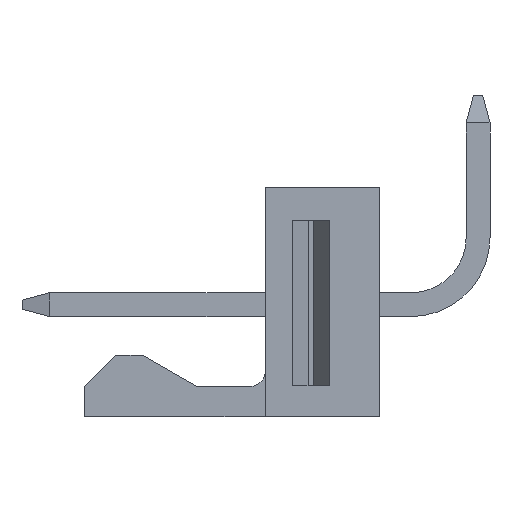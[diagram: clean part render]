
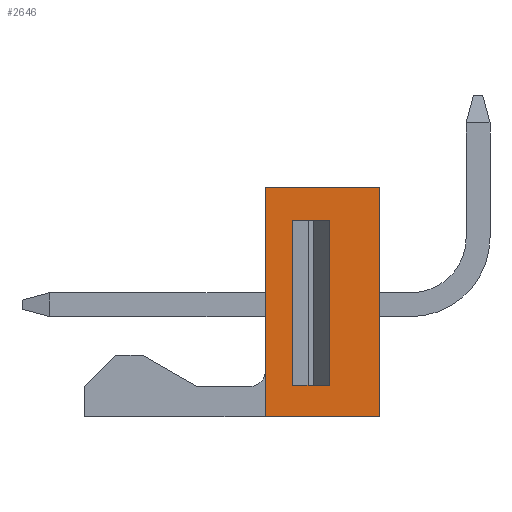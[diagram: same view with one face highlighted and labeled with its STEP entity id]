
A CAD part, left-side view. The second image highlights one B-rep face of the part: STEP entity #2646.
In plain terms, the highlighted planar face has unit normal (-1, 0, 0).
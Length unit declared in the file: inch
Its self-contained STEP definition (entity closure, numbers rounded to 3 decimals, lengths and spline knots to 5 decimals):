
#1=DIRECTION('',(0.,-1.,0.));
#2=VECTOR('',#1,0.125);
#3=CARTESIAN_POINT('',(-0.297,0.0625,0.125));
#4=LINE('',#3,#2);
#5=DIRECTION('',(0.,0.,-1.));
#6=VECTOR('',#5,0.25);
#7=CARTESIAN_POINT('',(-0.297,-0.0625,0.125));
#8=LINE('',#7,#6);
#9=DIRECTION('',(0.,1.,0.));
#10=VECTOR('',#9,0.125);
#11=CARTESIAN_POINT('',(-0.297,-0.0625,-0.125));
#12=LINE('',#11,#10);
#13=DIRECTION('',(0.,0.,1.));
#14=VECTOR('',#13,0.25);
#15=CARTESIAN_POINT('',(-0.297,0.0625,-0.125));
#16=LINE('',#15,#14);
#17=DIRECTION('',(0.,0.,1.));
#18=VECTOR('',#17,0.18);
#19=CARTESIAN_POINT('',(-0.297,0.0325,-0.091));
#20=LINE('',#19,#18);
#21=DIRECTION('',(0.,1.,0.));
#22=VECTOR('',#21,0.04);
#23=CARTESIAN_POINT('',(-0.297,-0.0075,-0.091));
#24=LINE('',#23,#22);
#25=DIRECTION('',(0.,0.,-1.));
#26=VECTOR('',#25,0.18);
#27=CARTESIAN_POINT('',(-0.297,-0.0075,0.089));
#28=LINE('',#27,#26);
#29=DIRECTION('',(0.,-1.,0.));
#30=VECTOR('',#29,0.04);
#31=CARTESIAN_POINT('',(-0.297,0.0325,0.089));
#32=LINE('',#31,#30);
#1997=CARTESIAN_POINT('',(-0.297,0.0625,0.125));
#1998=CARTESIAN_POINT('',(-0.297,-0.0625,0.125));
#1999=VERTEX_POINT('',#1997);
#2000=VERTEX_POINT('',#1998);
#2001=CARTESIAN_POINT('',(-0.297,-0.0625,-0.125));
#2002=VERTEX_POINT('',#2001);
#2003=CARTESIAN_POINT('',(-0.297,0.0625,-0.125));
#2004=VERTEX_POINT('',#2003);
#2165=CARTESIAN_POINT('',(-0.297,0.0325,0.089));
#2167=VERTEX_POINT('',#2165);
#2171=CARTESIAN_POINT('',(-0.297,0.0325,-0.091));
#2172=VERTEX_POINT('',#2171);
#2173=CARTESIAN_POINT('',(-0.297,-0.0075,-0.091));
#2175=VERTEX_POINT('',#2173);
#2179=CARTESIAN_POINT('',(-0.297,-0.0075,0.089));
#2180=VERTEX_POINT('',#2179);
#2621=CARTESIAN_POINT('',(-0.297,0.,0.));
#2622=DIRECTION('',(1.,0.,0.));
#2623=DIRECTION('',(0.,0.,-1.));
#2624=AXIS2_PLACEMENT_3D('',#2621,#2622,#2623);
#2625=PLANE('',#2624);
#2627=ORIENTED_EDGE('',*,*,#2626,.T.);
#2629=ORIENTED_EDGE('',*,*,#2628,.T.);
#2631=ORIENTED_EDGE('',*,*,#2630,.T.);
#2633=ORIENTED_EDGE('',*,*,#2632,.T.);
#2634=EDGE_LOOP('',(#2627,#2629,#2631,#2633));
#2635=FACE_OUTER_BOUND('',#2634,.F.);
#2637=ORIENTED_EDGE('',*,*,#2636,.F.);
#2639=ORIENTED_EDGE('',*,*,#2638,.F.);
#2641=ORIENTED_EDGE('',*,*,#2640,.F.);
#2643=ORIENTED_EDGE('',*,*,#2642,.F.);
#2644=EDGE_LOOP('',(#2637,#2639,#2641,#2643));
#2645=FACE_BOUND('',#2644,.F.);
#2646=ADVANCED_FACE('',(#2635,#2645),#2625,.F.);
#2626=EDGE_CURVE('',#1999,#2000,#4,.T.);
#2628=EDGE_CURVE('',#2000,#2002,#8,.T.);
#2630=EDGE_CURVE('',#2002,#2004,#12,.T.);
#2632=EDGE_CURVE('',#2004,#1999,#16,.T.);
#2636=EDGE_CURVE('',#2172,#2167,#20,.T.);
#2638=EDGE_CURVE('',#2175,#2172,#24,.T.);
#2640=EDGE_CURVE('',#2180,#2175,#28,.T.);
#2642=EDGE_CURVE('',#2167,#2180,#32,.T.);
